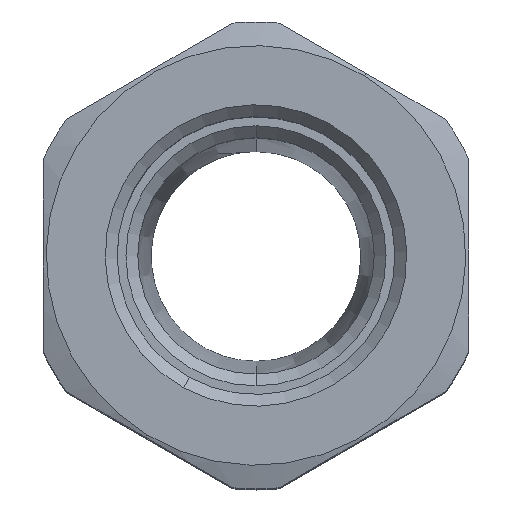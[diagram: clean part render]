
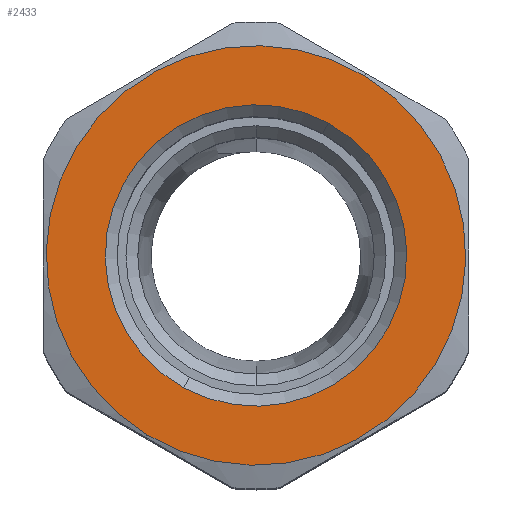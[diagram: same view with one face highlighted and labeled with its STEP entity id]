
A CAD part, top view. The second image highlights one B-rep face of the part: STEP entity #2433.
In plain terms, the highlighted planar face has unit normal (0, 0, 1).
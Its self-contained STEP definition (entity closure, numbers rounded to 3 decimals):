
#1860=AXIS2_PLACEMENT_3D('Circle Axis2P3D',#1858,#1859,$) ;
#2239=AXIS2_PLACEMENT_3D('Circle Axis2P3D',#2237,#2238,$) ;
#2274=AXIS2_PLACEMENT_3D('Circle Axis2P3D',#2272,#2273,$) ;
#2418=AXIS2_PLACEMENT_3D('Plane Axis2P3D',#2415,#2416,#2417) ;
#2422=AXIS2_PLACEMENT_3D('Circle Axis2P3D',#2420,#2421,$) ;
#1855=CARTESIAN_POINT('Vertex',(8.765,4.592,69.75)) ;
#1858=CARTESIAN_POINT('Axis2P3D Location',(18.,19.75,69.75)) ;
#1862=CARTESIAN_POINT('Vertex',(27.235,34.908,69.75)) ;
#2237=CARTESIAN_POINT('Axis2P3D Location',(18.,19.75,69.75)) ;
#2241=CARTESIAN_POINT('Vertex',(24.113,30.939,69.75)) ;
#2243=CARTESIAN_POINT('Vertex',(11.887,8.561,69.75)) ;
#2272=CARTESIAN_POINT('Axis2P3D Location',(18.,19.75,69.75)) ;
#2415=CARTESIAN_POINT('Axis2P3D Location',(18.,19.75,69.75)) ;
#2420=CARTESIAN_POINT('Axis2P3D Location',(18.,19.75,69.75)) ;
#1859=DIRECTION('Axis2P3D Direction',(0.,0.,-1.)) ;
#2238=DIRECTION('Axis2P3D Direction',(0.,0.,1.)) ;
#2273=DIRECTION('Axis2P3D Direction',(0.,0.,1.)) ;
#2416=DIRECTION('Axis2P3D Direction',(0.,0.,-1.)) ;
#2417=DIRECTION('Axis2P3D XDirection',(0.,1.,0.)) ;
#2421=DIRECTION('Axis2P3D Direction',(0.,0.,-1.)) ;
#2426=ORIENTED_EDGE('',*,*,#1864,.T.) ;
#2427=ORIENTED_EDGE('',*,*,#2424,.T.) ;
#2430=ORIENTED_EDGE('',*,*,#2276,.T.) ;
#2431=ORIENTED_EDGE('',*,*,#2245,.T.) ;
#2432=FACE_BOUND('',#2429,.T.) ;
#2433=ADVANCED_FACE('Part1.1\\Koerper.2',(#2428,#2432),#2419,.F.) ;
#1861=CIRCLE('generated circle',#1860,17.75) ;
#2240=CIRCLE('generated circle',#2239,12.75) ;
#2275=CIRCLE('generated circle',#2274,12.75) ;
#2423=CIRCLE('generated circle',#2422,17.75) ;
#1864=EDGE_CURVE('',#1863,#1856,#1861,.F.) ;
#2245=EDGE_CURVE('',#2242,#2244,#2240,.F.) ;
#2276=EDGE_CURVE('',#2244,#2242,#2275,.F.) ;
#2424=EDGE_CURVE('',#1856,#1863,#2423,.F.) ;
#2425=EDGE_LOOP('',(#2426,#2427)) ;
#2429=EDGE_LOOP('',(#2430,#2431)) ;
#2428=FACE_OUTER_BOUND('',#2425,.T.) ;
#2419=PLANE('',#2418) ;
#1856=VERTEX_POINT('',#1855) ;
#1863=VERTEX_POINT('',#1862) ;
#2242=VERTEX_POINT('',#2241) ;
#2244=VERTEX_POINT('',#2243) ;
